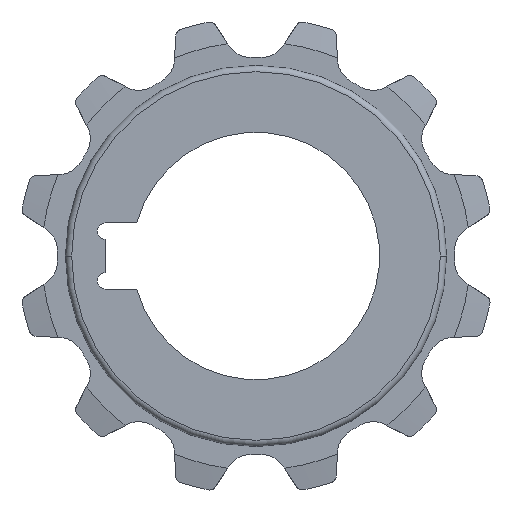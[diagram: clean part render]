
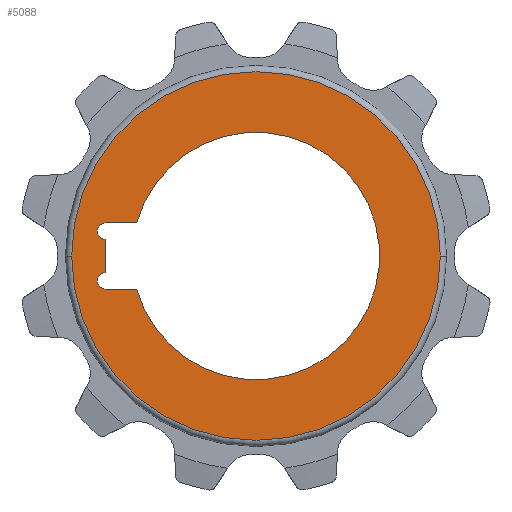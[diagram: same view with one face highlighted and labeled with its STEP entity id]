
A CAD part, left-side view. The second image highlights one B-rep face of the part: STEP entity #5088.
In plain terms, the highlighted planar face has unit normal (-1, 0, 0).
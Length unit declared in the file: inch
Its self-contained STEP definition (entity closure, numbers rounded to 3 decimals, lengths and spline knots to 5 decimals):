
#29=CARTESIAN_POINT('',(-0.475,0.,0.));
#30=DIRECTION('',(1.,0.,0.));
#31=DIRECTION('',(0.,0.964,0.267));
#32=AXIS2_PLACEMENT_3D('',#29,#30,#31);
#58=DIRECTION('',(0.,-1.,0.));
#59=VECTOR('',#58,0.15156);
#60=CARTESIAN_POINT('',(-0.475,0.7235,0.1585));
#61=LINE('',#60,#59);
#62=CARTESIAN_POINT('',(-0.475,0.7235,0.1195));
#63=DIRECTION('',(1.,0.,0.));
#64=DIRECTION('',(0.,0.,-1.));
#65=AXIS2_PLACEMENT_3D('',#62,#63,#64);
#67=DIRECTION('',(0.,0.,1.));
#68=VECTOR('',#67,0.161);
#69=CARTESIAN_POINT('',(-0.475,0.7235,-0.0805));
#70=LINE('',#69,#68);
#71=CARTESIAN_POINT('',(-0.475,0.7235,-0.1195));
#72=DIRECTION('',(1.,0.,0.));
#73=DIRECTION('',(0.,0.,-1.));
#74=AXIS2_PLACEMENT_3D('',#71,#72,#73);
#76=DIRECTION('',(0.,1.,0.));
#77=VECTOR('',#76,0.15156);
#78=CARTESIAN_POINT('',(-0.475,0.57194,-0.1585));
#79=LINE('',#78,#77);
#80=CARTESIAN_POINT('',(-0.475,0.,0.));
#81=DIRECTION('',(-1.,0.,0.));
#82=DIRECTION('',(0.,-1.,0.));
#83=AXIS2_PLACEMENT_3D('',#80,#81,#82);
#95=CARTESIAN_POINT('',(-0.475,0.,0.));
#96=DIRECTION('',(-1.,0.,0.));
#97=DIRECTION('',(0.,1.,0.));
#98=AXIS2_PLACEMENT_3D('',#95,#96,#97);
#4004=CARTESIAN_POINT('',(-0.475,0.57194,0.1585));
#4005=CARTESIAN_POINT('',(-0.475,0.57194,-0.1585));
#4006=VERTEX_POINT('',#4004);
#4007=VERTEX_POINT('',#4005);
#4196=CARTESIAN_POINT('',(-0.475,0.7235,0.0805));
#4197=CARTESIAN_POINT('',(-0.475,0.7235,0.1585));
#4198=VERTEX_POINT('',#4196);
#4199=VERTEX_POINT('',#4197);
#4200=CARTESIAN_POINT('',(-0.475,0.7235,-0.1585));
#4201=VERTEX_POINT('',#4200);
#4202=CARTESIAN_POINT('',(-0.475,0.7235,-0.0805));
#4203=VERTEX_POINT('',#4202);
#4951=CARTESIAN_POINT('',(-0.475,-0.8845,0.));
#4952=CARTESIAN_POINT('',(-0.475,0.8845,0.));
#4953=VERTEX_POINT('',#4951);
#4954=VERTEX_POINT('',#4952);
#5069=CARTESIAN_POINT('',(-0.475,0.,0.));
#5070=DIRECTION('',(1.,0.,0.));
#5071=DIRECTION('',(0.,-1.,0.));
#5072=AXIS2_PLACEMENT_3D('',#5069,#5070,#5071);
#5073=PLANE('',#5072);
#5075=ORIENTED_EDGE('',*,*,#5074,.F.);
#5077=ORIENTED_EDGE('',*,*,#5076,.F.);
#5078=EDGE_LOOP('',(#5075,#5077));
#5079=FACE_OUTER_BOUND('',#5078,.F.);
#5080=ORIENTED_EDGE('',*,*,#4993,.F.);
#5081=ORIENTED_EDGE('',*,*,#5008,.F.);
#5082=ORIENTED_EDGE('',*,*,#5022,.F.);
#5083=ORIENTED_EDGE('',*,*,#5036,.F.);
#5084=ORIENTED_EDGE('',*,*,#5050,.F.);
#5085=ORIENTED_EDGE('',*,*,#5063,.F.);
#5086=EDGE_LOOP('',(#5080,#5081,#5082,#5083,#5084,#5085));
#5087=FACE_BOUND('',#5086,.F.);
#5088=ADVANCED_FACE('',(#5079,#5087),#5073,.F.);
#33=CIRCLE('',#32,0.5935);
#66=CIRCLE('',#65,0.039);
#75=CIRCLE('',#74,0.039);
#84=CIRCLE('',#83,0.8845);
#99=CIRCLE('',#98,0.8845);
#4993=EDGE_CURVE('',#4006,#4007,#33,.T.);
#5008=EDGE_CURVE('',#4199,#4006,#61,.T.);
#5022=EDGE_CURVE('',#4198,#4199,#66,.T.);
#5036=EDGE_CURVE('',#4203,#4198,#70,.T.);
#5050=EDGE_CURVE('',#4201,#4203,#75,.T.);
#5063=EDGE_CURVE('',#4007,#4201,#79,.T.);
#5074=EDGE_CURVE('',#4953,#4954,#84,.T.);
#5076=EDGE_CURVE('',#4954,#4953,#99,.T.);
